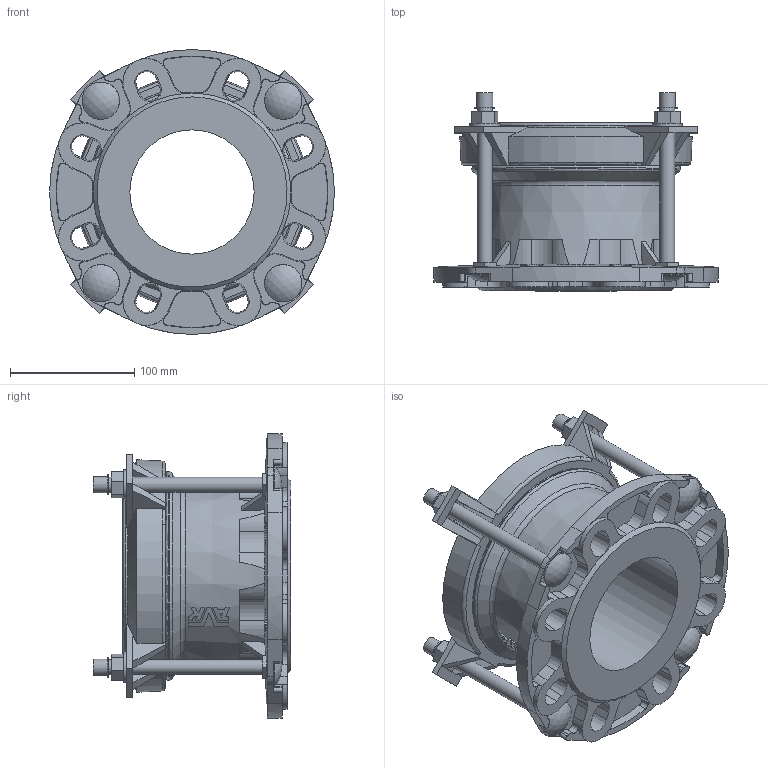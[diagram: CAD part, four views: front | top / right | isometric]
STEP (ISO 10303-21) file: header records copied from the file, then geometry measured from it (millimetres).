
FILE_DESCRIPTION (( 'STEP AP214' ), '1' );
FILE_NAME ('O_603_A_DN100_109-133mm_STEP.STEP', '2015-06-25T00:50:48', ( '' ), ( '' ), 'SwSTEP 2.0', 'SolidWorks 2012', '' );
FILE_SCHEMA (( 'AUTOMOTIVE_DESIGN' ));
Length unit declared in the file: millimetre
Products named in the file (1): O_603_A_DN100_109-133mm_STEP
Bounding box: 229 x 159 x 229 mm (x, y, z)
Volume: 1812282.9 mm3; surface area: 249126.3 mm2
Topology: 1 solids, 1 shells, 547 faces, 1522 edges, 978 vertices
Faces by surface type: plane 299, cylinder 131, cone 105, torus 8, sphere 4
Full cylindrical faces by diameter (mm): 12 x8, 13 x4, 16 x4, 24 x4, 30 x4, 100 x1, 133 x1, 146 x1, 168 x1
Entity records: 20317 total; most frequent: CARTESIAN_POINT 5671, ORIENTED_EDGE 2936, DIRECTION 2682, EDGE_CURVE 1468, AXIS2_PLACEMENT_3D 994, VERTEX_POINT 962, VECTOR 694, LINE 694
